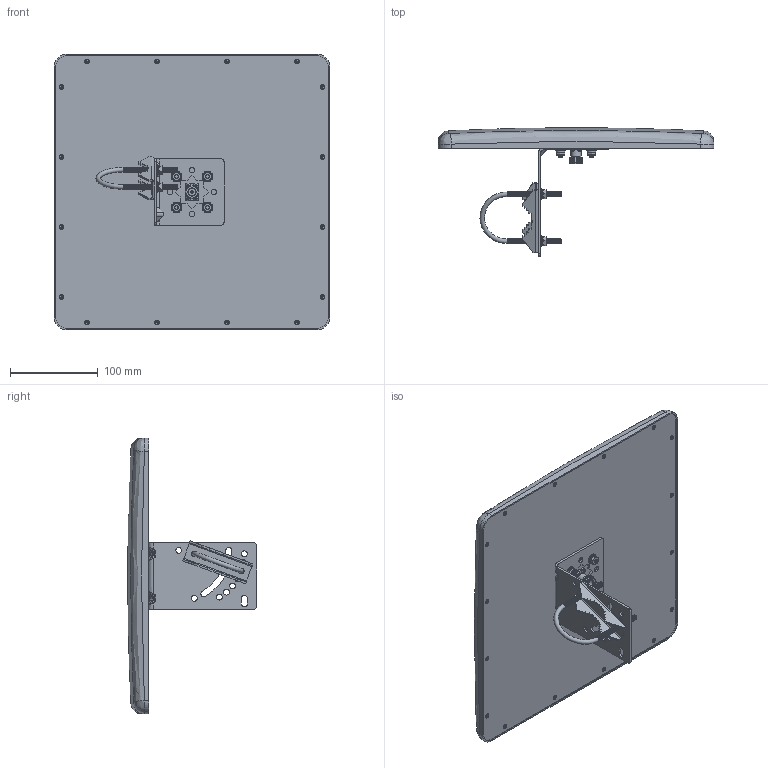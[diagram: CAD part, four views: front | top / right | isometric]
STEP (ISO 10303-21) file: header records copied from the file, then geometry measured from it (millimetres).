
FILE_DESCRIPTION (( 'STEP AP214' ), '1' );
FILE_NAME ('HG5819P.STEP', '2018-01-17T20:55:07', ( '' ), ( '' ), 'SwSTEP 2.0', 'SolidWorks 2014', '' );
FILE_SCHEMA (( 'AUTOMOTIVE_DESIGN' ));
Length unit declared in the file: inch
Products named in the file (6): HG5819P_Mount Hardware; HG4958-23P_Ubolt; H4958-23P_Swivel-L-Bracket; HG5819P_BackPlate; HG5819P_Cover; HG5819P
Assembly tree (5 placements, depth 3):
  HG5819P
    HG5819P_Cover
    HG5819P_BackPlate
    HG5819P_Mount Hardware
      H4958-23P_Swivel-L-Bracket
      HG4958-23P_Ubolt
Bounding box: 315 x 147.69 x 315 mm (x, y, z)
Volume: 556333.5 mm3; surface area: 504295.4 mm2
Topology: 5 solids, 5 shells, 1311 faces, 3192 edges, 1980 vertices
Faces by surface type: plane 621, cone 426, cylinder 156, bspline 79, torus 29
Full cylindrical faces by diameter (mm): 1.8 x1, 2.5 x16, 2.98 x1, 5.182 x2, 6 x16, 6.092 x4, 6.426 x2, 6.452 x8, 6.604 x10, 6.706 x2, 7.464 x2, 9.982 x2, 10.194 x4, 11.43 x1, 12.199 x4, 12.7 x2, 14.22 x2
Entity records: 56718 total; most frequent: CARTESIAN_POINT 12848, DIRECTION 5376, ORIENTED_EDGE 5152, EDGE_CURVE 2576, AXIS2_PLACEMENT_3D 2021, EDGE_LOOP 1985, VERTEX_POINT 1905, FACE_OUTER_BOUND 1419
